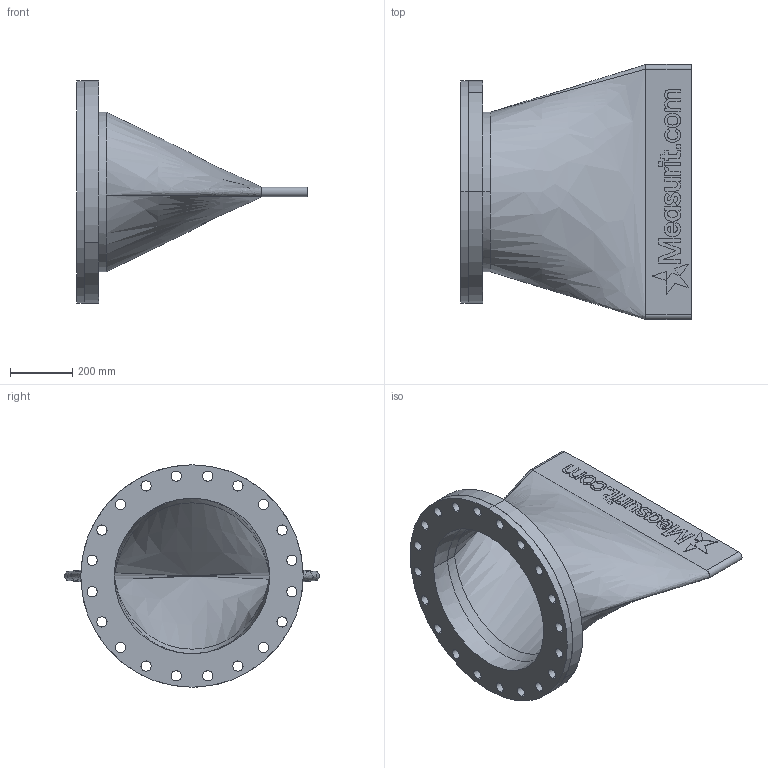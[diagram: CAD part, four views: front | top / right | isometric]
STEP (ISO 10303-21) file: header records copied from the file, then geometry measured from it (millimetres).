
FILE_DESCRIPTION (( 'STEP AP214' ), '1' );
FILE_NAME ('CF-DBF-G3-S0500-NN-316-F.STEP', '2023-02-13T14:34:28', ( '' ), ( '' ), 'SwSTEP 2.0', 'SolidWorks 2022', '' );
FILE_SCHEMA (( 'AUTOMOTIVE_DESIGN' ));
Length unit declared in the file: millimetre
Products named in the file (3): CF-DBF-G3-S0500-NN-316-F; Split ring 500
Assembly tree (2 placements, depth 2):
  CF-DBF-G3-S0500-NN-316-F
    CF-DBF-G3-S0500-NN-316-F
    Split ring 500
Bounding box: 742 x 820 x 715 mm (x, y, z)
Volume: 30124121.9 mm3; surface area: 3442775.1 mm2
Topology: 2 solids, 2 shells, 747 faces, 2265 edges, 1534 vertices
Faces by surface type: plane 644, cylinder 91, bspline 12
Entity records: 35127 total; most frequent: CARTESIAN_POINT 7387, ORIENTED_EDGE 4530, DIRECTION 3927, EDGE_CURVE 2265, VECTOR 2043, LINE 2043, VERTEX_POINT 1534, AXIS2_PLACEMENT_3D 942
